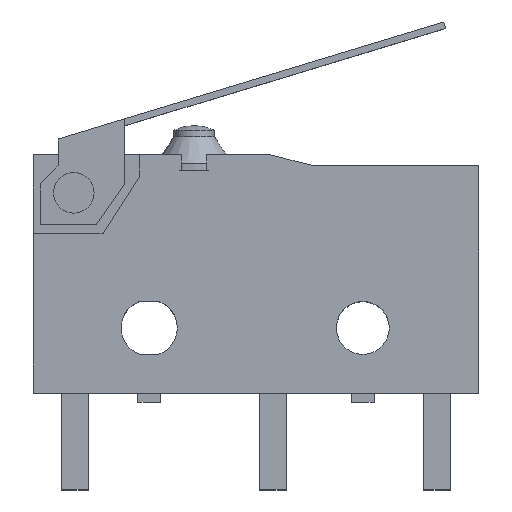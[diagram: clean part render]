
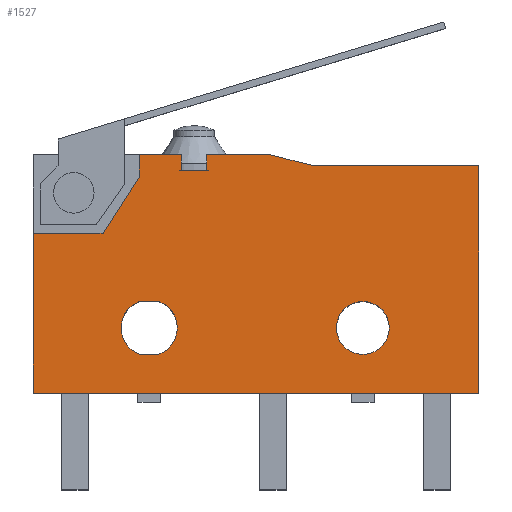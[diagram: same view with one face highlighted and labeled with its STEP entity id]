
A CAD part, top view. The second image highlights one B-rep face of the part: STEP entity #1527.
In plain terms, the highlighted planar face has unit normal (0, 0, 1).
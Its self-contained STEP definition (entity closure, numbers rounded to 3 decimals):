
#561=EDGE_CURVE('',#1105,#1073,#1617,.T.);
#629=VERTEX_POINT('',#1693);
#665=VERTEX_POINT('',#1733);
#673=EDGE_CURVE('',#1073,#713,#1741,.T.);
#677=VERTEX_POINT('',#1745);
#713=VERTEX_POINT('',#1783);
#737=EDGE_CURVE('',#713,#1207,#1810,.T.);
#739=VERTEX_POINT('',#1812);
#749=EDGE_CURVE('',#1385,#1275,#1823,.T.);
#763=EDGE_CURVE('',#629,#665,#1838,.T.);
#799=EDGE_CURVE('',#1399,#739,#1879,.T.);
#809=EDGE_CURVE('',#1275,#1243,#1890,.T.);
#885=VERTEX_POINT('',#1973);
#889=EDGE_CURVE('',#1431,#1399,#1977,.T.);
#909=EDGE_CURVE('',#927,#1105,#2001,.T.);
#925=EDGE_CURVE('',#1421,#1385,#2018,.T.);
#927=VERTEX_POINT('',#2020);
#957=EDGE_CURVE('',#629,#677,#2053,.T.);
#1007=EDGE_CURVE('',#1567,#1345,#2109,.T.);
#1037=EDGE_CURVE('',#677,#1471,#2145,.T.);
#1045=VERTEX_POINT('',#2153);
#1049=EDGE_CURVE('',#1539,#927,#2160,.T.);
#1073=VERTEX_POINT('',#2187);
#1081=EDGE_CURVE('',#1471,#1243,#2195,.T.);
#1103=EDGE_CURVE('',#1207,#1539,#2221,.T.);
#1105=VERTEX_POINT('',#2223);
#1129=EDGE_CURVE('',#739,#1421,#2249,.T.);
#1195=EDGE_CURVE('',#885,#665,#2319,.T.);
#1207=VERTEX_POINT('',#2332);
#1241=EDGE_CURVE('',#1045,#885,#2367,.T.);
#1243=VERTEX_POINT('',#2369);
#1275=VERTEX_POINT('',#2405);
#1345=VERTEX_POINT('',#2489);
#1363=EDGE_CURVE('',#1431,#1045,#2507,.T.);
#1385=VERTEX_POINT('',#2533);
#1399=VERTEX_POINT('',#2549);
#1421=VERTEX_POINT('',#2571);
#1431=VERTEX_POINT('',#2582);
#1471=VERTEX_POINT('',#2627);
#1527=ADVANCED_FACE('',(#2690,#2691,#2692),#2693,.T.);
#1539=VERTEX_POINT('',#2705);
#1545=EDGE_CURVE('',#1345,#1567,#2712,.T.);
#1567=VERTEX_POINT('',#2737);
#1617=LINE('',#2790,#2791);
#1693=CARTESIAN_POINT('',(-5.2,10.6,3.2));
#1733=CARTESIAN_POINT('',(-3.318,10.6,3.2));
#1741=CIRCLE('',#2952,1.25);
#1745=CARTESIAN_POINT('',(-5.2,9.6,3.2));
#1783=CARTESIAN_POINT('',(-3.5,2.9,3.2));
#1810=CIRCLE('',#3043,1.25);
#1812=CARTESIAN_POINT('',(2.599,10.1,3.2));
#1823=LINE('',#3061,#3062);
#1838=LINE('',#3084,#3085);
#1879=LINE('',#3145,#3146);
#1890=LINE('',#3162,#3163);
#1973=CARTESIAN_POINT('',(-3.318,9.9,3.2));
#1977=LINE('',#3286,#3287);
#2001=CIRCLE('',#3318,1.25);
#2018=LINE('',#3340,#3341);
#2020=CARTESIAN_POINT('',(-6.0,2.9,3.2));
#2053=LINE('',#3384,#3385);
#2109=CIRCLE('',#3472,1.175);
#2145=LINE('',#3519,#3520);
#2153=CARTESIAN_POINT('',(-2.182,9.9,3.2));
#2160=CIRCLE('',#3540,1.25);
#2187=CARTESIAN_POINT('',(-4.324,4.075,3.2));
#2195=LINE('',#3587,#3588);
#2221=LINE('',#3621,#3622);
#2223=CARTESIAN_POINT('',(-5.176,4.075,3.2));
#2249=LINE('',#3658,#3659);
#2319=LINE('',#3759,#3760);
#2332=CARTESIAN_POINT('',(-4.324,1.725,3.2));
#2367=LINE('',#3832,#3833);
#2369=CARTESIAN_POINT('',(-9.9,7.1,3.2));
#2405=CARTESIAN_POINT('',(-9.9,0.0,3.2));
#2489=CARTESIAN_POINT('',(3.575,2.9,3.2));
#2507=LINE('',#4025,#4026);
#2533=CARTESIAN_POINT('',(9.9,0.0,3.2));
#2549=CARTESIAN_POINT('',(0.6,10.6,3.2));
#2571=CARTESIAN_POINT('',(9.9,10.1,3.2));
#2582=CARTESIAN_POINT('',(-2.182,10.6,3.2));
#2627=CARTESIAN_POINT('',(-6.8,7.1,3.2));
#2690=FACE_OUTER_BOUND('',#4283,.T.);
#2691=FACE_BOUND('',#4284,.T.);
#2692=FACE_BOUND('',#4285,.T.);
#2693=PLANE('',#4286);
#2705=CARTESIAN_POINT('',(-5.176,1.725,3.2));
#2712=CIRCLE('',#4318,1.175);
#2737=CARTESIAN_POINT('',(5.925,2.9,3.2));
#2790=CARTESIAN_POINT('',(-2.49,4.075,3.2));
#2791=VECTOR('',#4385,1.0);
#2952=AXIS2_PLACEMENT_3D('',#4515,#4516,#4517);
#3043=AXIS2_PLACEMENT_3D('',#4571,#4572,#4573);
#3061=CARTESIAN_POINT('',(-9.9,0.0,3.2));
#3062=VECTOR('',#4584,1.0);
#3084=CARTESIAN_POINT('',(-9.9,10.6,3.2));
#3085=VECTOR('',#4596,1.0);
#3145=CARTESIAN_POINT('',(0.6,10.6,3.2));
#3146=VECTOR('',#4656,1.0);
#3162=CARTESIAN_POINT('',(-9.9,0.0,3.2));
#3163=VECTOR('',#4667,1.0);
#3286=CARTESIAN_POINT('',(-9.9,10.6,3.2));
#3287=VECTOR('',#4761,1.0);
#3318=AXIS2_PLACEMENT_3D('',#4799,#4800,#4801);
#3340=CARTESIAN_POINT('',(9.9,0.0,3.2));
#3341=VECTOR('',#4812,1.0);
#3384=CARTESIAN_POINT('',(-5.2,8.484,3.2));
#3385=VECTOR('',#4848,1.0);
#3472=AXIS2_PLACEMENT_3D('',#4913,#4914,#4915);
#3519=CARTESIAN_POINT('',(-5.456,9.2,3.2));
#3520=VECTOR('',#4969,1.0);
#3540=AXIS2_PLACEMENT_3D('',#4997,#4998,#4999);
#3587=CARTESIAN_POINT('',(-3.44,7.1,3.2));
#3588=VECTOR('',#5036,1.0);
#3621=CARTESIAN_POINT('',(-2.49,1.725,3.2));
#3622=VECTOR('',#5067,1.0);
#3658=CARTESIAN_POINT('',(9.9,10.1,3.2));
#3659=VECTOR('',#5091,1.0);
#3759=CARTESIAN_POINT('',(-3.318,10.25,3.2));
#3760=VECTOR('',#5149,1.0);
#3832=CARTESIAN_POINT('',(-1.415,9.9,3.2));
#3833=VECTOR('',#5185,1.0);
#4025=CARTESIAN_POINT('',(-2.182,10.25,3.2));
#4026=VECTOR('',#5350,1.0);
#4283=EDGE_LOOP('',(#5535,#5536,#5537,#5538,#5539,#5540,#5541,#5542,#5543,#5544,#5545,#5546,#5547));
#4284=EDGE_LOOP('',(#5548,#5549));
#4285=EDGE_LOOP('',(#5550,#5551,#5552,#5553,#5554,#5555));
#4286=AXIS2_PLACEMENT_3D('',#5556,#5557,#5558);
#4318=AXIS2_PLACEMENT_3D('',#5573,#5574,#5575);
#4385=DIRECTION('',(1.0,0.0,0.0));
#4515=CARTESIAN_POINT('',(-4.75,2.9,3.2));
#4516=DIRECTION('',(0.0,0.0,-1.0));
#4517=DIRECTION('',(1.0,0.0,0.0));
#4571=CARTESIAN_POINT('',(-4.75,2.9,3.2));
#4572=DIRECTION('',(0.0,0.0,-1.0));
#4573=DIRECTION('',(1.0,0.0,0.0));
#4584=DIRECTION('',(-1.0,0.0,0.0));
#4596=DIRECTION('',(1.0,0.0,0.0));
#4656=DIRECTION('',(0.97,-0.243,0.0));
#4667=DIRECTION('',(0.0,1.0,0.0));
#4761=DIRECTION('',(1.0,0.0,0.0));
#4799=CARTESIAN_POINT('',(-4.75,2.9,3.2));
#4800=DIRECTION('',(0.0,0.0,-1.0));
#4801=DIRECTION('',(1.0,0.0,0.0));
#4812=DIRECTION('',(0.0,-1.0,0.0));
#4848=DIRECTION('',(0.,-1.0,0.0));
#4913=CARTESIAN_POINT('',(4.75,2.9,3.2));
#4914=DIRECTION('',(0.0,0.0,-1.0));
#4915=DIRECTION('',(1.0,0.0,0.0));
#4969=DIRECTION('',(-0.539,-0.842,0.0));
#4997=CARTESIAN_POINT('',(-4.75,2.9,3.2));
#4998=DIRECTION('',(0.0,0.0,-1.0));
#4999=DIRECTION('',(1.0,0.0,0.0));
#5036=DIRECTION('',(-1.0,0.0,0.0));
#5067=DIRECTION('',(-1.0,0.0,0.0));
#5091=DIRECTION('',(1.0,0.,0.0));
#5149=DIRECTION('',(0.0,1.0,0.0));
#5185=DIRECTION('',(-1.0,0.0,0.0));
#5350=DIRECTION('',(0.0,-1.0,0.0));
#5535=ORIENTED_EDGE('',*,*,#1081,.T.);
#5536=ORIENTED_EDGE('',*,*,#809,.F.);
#5537=ORIENTED_EDGE('',*,*,#749,.F.);
#5538=ORIENTED_EDGE('',*,*,#925,.F.);
#5539=ORIENTED_EDGE('',*,*,#1129,.F.);
#5540=ORIENTED_EDGE('',*,*,#799,.F.);
#5541=ORIENTED_EDGE('',*,*,#889,.F.);
#5542=ORIENTED_EDGE('',*,*,#1363,.T.);
#5543=ORIENTED_EDGE('',*,*,#1241,.T.);
#5544=ORIENTED_EDGE('',*,*,#1195,.T.);
#5545=ORIENTED_EDGE('',*,*,#763,.F.);
#5546=ORIENTED_EDGE('',*,*,#957,.T.);
#5547=ORIENTED_EDGE('',*,*,#1037,.T.);
#5548=ORIENTED_EDGE('',*,*,#1545,.T.);
#5549=ORIENTED_EDGE('',*,*,#1007,.T.);
#5550=ORIENTED_EDGE('',*,*,#561,.T.);
#5551=ORIENTED_EDGE('',*,*,#673,.T.);
#5552=ORIENTED_EDGE('',*,*,#737,.T.);
#5553=ORIENTED_EDGE('',*,*,#1103,.T.);
#5554=ORIENTED_EDGE('',*,*,#1049,.T.);
#5555=ORIENTED_EDGE('',*,*,#909,.T.);
#5556=CARTESIAN_POINT('',(-0.08,5.195,3.2));
#5557=DIRECTION('',(0.0,0.0,1.0));
#5558=DIRECTION('',(1.0,-0.0,0.0));
#5573=CARTESIAN_POINT('',(4.75,2.9,3.2));
#5574=DIRECTION('',(0.0,0.0,-1.0));
#5575=DIRECTION('',(1.0,0.0,0.0));
